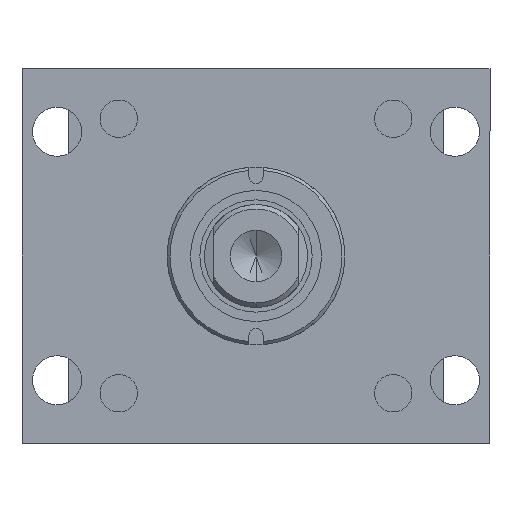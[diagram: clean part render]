
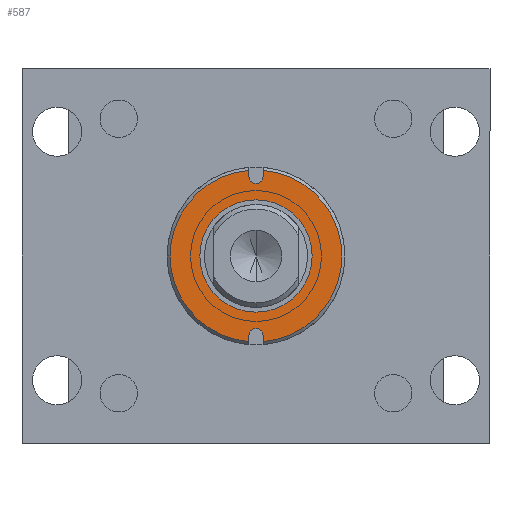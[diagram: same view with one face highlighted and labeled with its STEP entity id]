
A CAD part, left-side view. The second image highlights one B-rep face of the part: STEP entity #587.
In plain terms, the highlighted planar face has unit normal (-1, 0, 0).
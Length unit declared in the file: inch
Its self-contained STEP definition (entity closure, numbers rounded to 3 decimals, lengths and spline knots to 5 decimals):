
#109 = EDGE_CURVE ( 'NONE', #4777, #4634, #6149, .T. ) ;
#204 = EDGE_LOOP ( 'NONE', ( #1090, #6147, #4038, #1756, #4720, #5917, #2413, #7619, #7867 ) ) ;
#234 = DIRECTION ( 'NONE',  ( 1., 0., 0. ) ) ;
#280 = VERTEX_POINT ( 'NONE', #1795 ) ;
#355 = CARTESIAN_POINT ( 'NONE',  ( 9.17484, 16.3823, 0.75 ) ) ;
#396 = PLANE ( 'NONE',  #2661 ) ;
#587 = ADVANCED_FACE ( 'NONE', ( #6520, #7289 ), #396, .F. ) ;
#598 = DIRECTION ( 'NONE',  ( -1., 0., 0. ) ) ;
#607 = EDGE_CURVE ( 'NONE', #7423, #3352, #1950, .T. ) ;
#628 = DIRECTION ( 'NONE',  ( -1., 0., 0. ) ) ;
#740 = LINE ( 'NONE', #5297, #2803 ) ;
#974 = LINE ( 'NONE', #5525, #5876 ) ;
#1090 = ORIENTED_EDGE ( 'NONE', *, *, #6160, .T. ) ;
#1116 = AXIS2_PLACEMENT_3D ( 'NONE', #6968, #3409, #8007 ) ;
#1217 = EDGE_CURVE ( 'NONE', #7733, #3352, #2559, .T. ) ;
#1321 = CARTESIAN_POINT ( 'NONE',  ( 9.17484, 16.3823, 0. ) ) ;
#1433 = DIRECTION ( 'NONE',  ( 1., 0., 0. ) ) ;
#1452 = CIRCLE ( 'NONE', #4309, 1.1475 ) ;
#1515 = CARTESIAN_POINT ( 'NONE',  ( 9.17484, 16.3823, 0. ) ) ;
#1739 = VERTEX_POINT ( 'NONE', #4113 ) ;
#1756 = ORIENTED_EDGE ( 'NONE', *, *, #2631, .T. ) ;
#1795 = CARTESIAN_POINT ( 'NONE',  ( 9.17484, 15.3203, -0.094 ) ) ;
#1814 = DIRECTION ( 'NONE',  ( 0., 1., 0. ) ) ;
#1950 = LINE ( 'NONE', #6519, #3943 ) ;
#2040 = DIRECTION ( 'NONE',  ( 0., 1., 0. ) ) ;
#2171 = EDGE_CURVE ( 'NONE', #3508, #4955, #974, .T. ) ;
#2308 = AXIS2_PLACEMENT_3D ( 'NONE', #1321, #5877, #2375 ) ;
#2375 = DIRECTION ( 'NONE',  ( 0., 0., 1. ) ) ;
#2413 = ORIENTED_EDGE ( 'NONE', *, *, #3504, .T. ) ;
#2552 = DIRECTION ( 'NONE',  ( 0., 0., 1. ) ) ;
#2559 = CIRCLE ( 'NONE', #1116, 0.094 ) ;
#2631 = EDGE_CURVE ( 'NONE', #280, #4955, #5156, .T. ) ;
#2661 = AXIS2_PLACEMENT_3D ( 'NONE', #4915, #1433, #5994 ) ;
#2791 = ORIENTED_EDGE ( 'NONE', *, *, #3985, .F. ) ;
#2803 = VECTOR ( 'NONE', #1814, 39.37008 ) ;
#2889 = EDGE_CURVE ( 'NONE', #4541, #280, #740, .T. ) ;
#2904 = LINE ( 'NONE', #7473, #7845 ) ;
#2969 = DIRECTION ( 'NONE',  ( 0., -1., 0. ) ) ;
#3297 = CARTESIAN_POINT ( 'NONE',  ( 9.17484, 16.3823, 0. ) ) ;
#3352 = VERTEX_POINT ( 'NONE', #6420 ) ;
#3409 = DIRECTION ( 'NONE',  ( 1., 0., 0. ) ) ;
#3458 = AXIS2_PLACEMENT_3D ( 'NONE', #5177, #628, #5029 ) ;
#3499 = EDGE_CURVE ( 'NONE', #3508, #7073, #1452, .T. ) ;
#3504 = EDGE_CURVE ( 'NONE', #7073, #7733, #2904, .T. ) ;
#3508 = VERTEX_POINT ( 'NONE', #7742 ) ;
#3715 = CARTESIAN_POINT ( 'NONE',  ( 9.17484, 15.3203, 0. ) ) ;
#3924 = DIRECTION ( 'NONE',  ( 0., -1., 0. ) ) ;
#3943 = VECTOR ( 'NONE', #2969, 39.37008 ) ;
#3985 = EDGE_CURVE ( 'NONE', #4634, #4777, #6548, .T. ) ;
#4038 = ORIENTED_EDGE ( 'NONE', *, *, #2889, .T. ) ;
#4092 = CARTESIAN_POINT ( 'NONE',  ( 9.17484, 16.3823, 0. ) ) ;
#4113 = CARTESIAN_POINT ( 'NONE',  ( 9.17484, 16.3823, -1.1475 ) ) ;
#4236 = CARTESIAN_POINT ( 'NONE',  ( 9.17484, 15.3203, 0.094 ) ) ;
#4309 = AXIS2_PLACEMENT_3D ( 'NONE', #3297, #7884, #4313 ) ;
#4313 = DIRECTION ( 'NONE',  ( 0., 0., 1. ) ) ;
#4343 = AXIS2_PLACEMENT_3D ( 'NONE', #3715, #234, #4761 ) ;
#4517 = CARTESIAN_POINT ( 'NONE',  ( 9.17484, 17.52594, -0.094 ) ) ;
#4541 = VERTEX_POINT ( 'NONE', #5407 ) ;
#4634 = VERTEX_POINT ( 'NONE', #5828 ) ;
#4681 = AXIS2_PLACEMENT_3D ( 'NONE', #1515, #6065, #2552 ) ;
#4720 = ORIENTED_EDGE ( 'NONE', *, *, #2171, .F. ) ;
#4761 = DIRECTION ( 'NONE',  ( 0., 0., -1. ) ) ;
#4777 = VERTEX_POINT ( 'NONE', #355 ) ;
#4915 = CARTESIAN_POINT ( 'NONE',  ( 9.17484, 17.5298, 0. ) ) ;
#4955 = VERTEX_POINT ( 'NONE', #4236 ) ;
#5029 = DIRECTION ( 'NONE',  ( 0., 0., 1. ) ) ;
#5060 = AXIS2_PLACEMENT_3D ( 'NONE', #4092, #598, #5149 ) ;
#5149 = DIRECTION ( 'NONE',  ( 0., 0., 1. ) ) ;
#5156 = CIRCLE ( 'NONE', #4343, 0.094 ) ;
#5177 = CARTESIAN_POINT ( 'NONE',  ( 9.17484, 16.3823, 0. ) ) ;
#5297 = CARTESIAN_POINT ( 'NONE',  ( 9.17484, 17.5298, -0.094 ) ) ;
#5349 = ORIENTED_EDGE ( 'NONE', *, *, #109, .F. ) ;
#5407 = CARTESIAN_POINT ( 'NONE',  ( 9.17484, 15.23865, -0.094 ) ) ;
#5525 = CARTESIAN_POINT ( 'NONE',  ( 9.17484, 17.5298, 0.094 ) ) ;
#5616 = EDGE_CURVE ( 'NONE', #1739, #4541, #5779, .T. ) ;
#5779 = CIRCLE ( 'NONE', #3458, 1.1475 ) ;
#5807 = CIRCLE ( 'NONE', #2308, 1.1475 ) ;
#5828 = CARTESIAN_POINT ( 'NONE',  ( 9.17484, 16.3823, -0.75 ) ) ;
#5876 = VECTOR ( 'NONE', #2040, 39.37008 ) ;
#5877 = DIRECTION ( 'NONE',  ( -1., 0., 0. ) ) ;
#5917 = ORIENTED_EDGE ( 'NONE', *, *, #3499, .T. ) ;
#5994 = DIRECTION ( 'NONE',  ( 0., 0., -1. ) ) ;
#6015 = CARTESIAN_POINT ( 'NONE',  ( 9.17484, 17.4443, 0.094 ) ) ;
#6065 = DIRECTION ( 'NONE',  ( -1., 0., 0. ) ) ;
#6147 = ORIENTED_EDGE ( 'NONE', *, *, #5616, .T. ) ;
#6149 = CIRCLE ( 'NONE', #4681, 0.75 ) ;
#6160 = EDGE_CURVE ( 'NONE', #7423, #1739, #5807, .T. ) ;
#6420 = CARTESIAN_POINT ( 'NONE',  ( 9.17484, 17.4443, -0.094 ) ) ;
#6519 = CARTESIAN_POINT ( 'NONE',  ( 9.17484, 17.5298, -0.094 ) ) ;
#6520 = FACE_BOUND ( 'NONE', #7661, .T. ) ;
#6548 = CIRCLE ( 'NONE', #5060, 0.75 ) ;
#6751 = CARTESIAN_POINT ( 'NONE',  ( 9.17484, 17.52594, 0.094 ) ) ;
#6968 = CARTESIAN_POINT ( 'NONE',  ( 9.17484, 17.4443, 0. ) ) ;
#7073 = VERTEX_POINT ( 'NONE', #6751 ) ;
#7289 = FACE_OUTER_BOUND ( 'NONE', #204, .T. ) ;
#7423 = VERTEX_POINT ( 'NONE', #4517 ) ;
#7473 = CARTESIAN_POINT ( 'NONE',  ( 9.17484, 17.5298, 0.094 ) ) ;
#7619 = ORIENTED_EDGE ( 'NONE', *, *, #1217, .T. ) ;
#7661 = EDGE_LOOP ( 'NONE', ( #5349, #2791 ) ) ;
#7733 = VERTEX_POINT ( 'NONE', #6015 ) ;
#7742 = CARTESIAN_POINT ( 'NONE',  ( 9.17484, 15.23865, 0.094 ) ) ;
#7845 = VECTOR ( 'NONE', #3924, 39.37008 ) ;
#7867 = ORIENTED_EDGE ( 'NONE', *, *, #607, .F. ) ;
#7884 = DIRECTION ( 'NONE',  ( -1., 0., 0. ) ) ;
#8007 = DIRECTION ( 'NONE',  ( 0., 0., -1. ) ) ;
